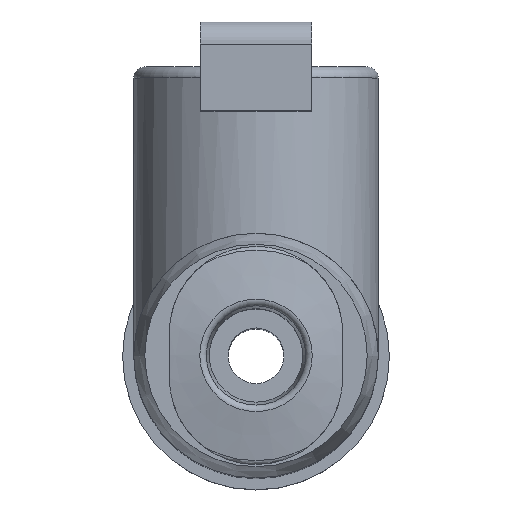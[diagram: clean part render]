
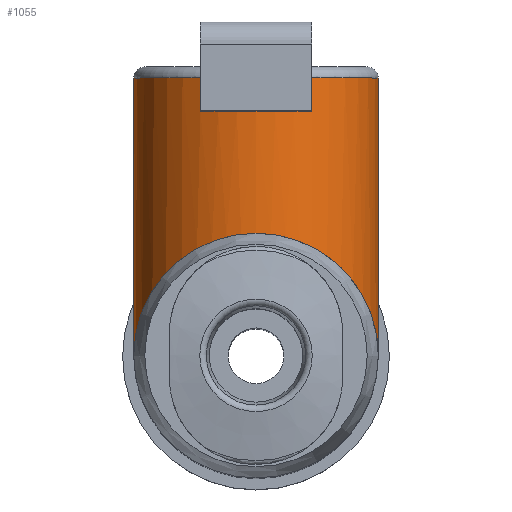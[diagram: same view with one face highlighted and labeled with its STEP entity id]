
A CAD part, top view. The second image highlights one B-rep face of the part: STEP entity #1055.
In plain terms, the highlighted cylindrical face has radius 5.5 mm (diameter 11 mm), a full revolution.
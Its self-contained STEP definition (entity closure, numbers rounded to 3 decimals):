
#33=ELLIPSE('',#1117,7.778,5.5);
#34=ELLIPSE('',#1118,7.778,5.5);
#35=CYLINDRICAL_SURFACE('',#1115,5.5);
#82=CIRCLE('',#1113,5.5);
#84=CIRCLE('',#1116,5.5);
#140=ORIENTED_EDGE('',*,*,#316,.T.);
#141=ORIENTED_EDGE('',*,*,#332,.F.);
#142=ORIENTED_EDGE('',*,*,#321,.F.);
#143=ORIENTED_EDGE('',*,*,#330,.F.);
#144=ORIENTED_EDGE('',*,*,#333,.F.);
#145=ORIENTED_EDGE('',*,*,#334,.F.);
#316=EDGE_CURVE('',#415,#414,#483,.F.);
#321=EDGE_CURVE('',#419,#420,#486,.F.);
#330=EDGE_CURVE('',#415,#419,#82,.T.);
#332=EDGE_CURVE('',#420,#414,#84,.T.);
#333=EDGE_CURVE('',#426,#427,#33,.F.);
#334=EDGE_CURVE('',#427,#426,#34,.T.);
#414=VERTEX_POINT('',#1416);
#415=VERTEX_POINT('',#1418);
#419=VERTEX_POINT('',#1435);
#420=VERTEX_POINT('',#1437);
#426=VERTEX_POINT('',#1458);
#427=VERTEX_POINT('',#1459);
#483=LINE('',#1417,#517);
#486=LINE('',#1436,#520);
#517=VECTOR('',#1203,1000.);
#520=VECTOR('',#1208,1000.);
#550=EDGE_LOOP('',(#140,#141,#142,#143));
#551=EDGE_LOOP('',(#144,#145));
#620=FACE_BOUND('',#550,.T.);
#621=FACE_BOUND('',#551,.T.);
#1055=ADVANCED_FACE('',(#620,#621),#35,.T.);
#1113=AXIS2_PLACEMENT_3D('',#1453,#1224,#1225);
#1115=AXIS2_PLACEMENT_3D('',#1455,#1228,#1229);
#1116=AXIS2_PLACEMENT_3D('',#1456,#1230,#1231);
#1117=AXIS2_PLACEMENT_3D('',#1457,#1232,#1233);
#1118=AXIS2_PLACEMENT_3D('',#1460,#1234,#1235);
#1203=DIRECTION('',(0.,1.,0.));
#1208=DIRECTION('',(0.,1.,0.));
#1224=DIRECTION('',(0.,1.,0.));
#1225=DIRECTION('',(0.,0.,1.));
#1228=DIRECTION('',(0.,1.,0.));
#1229=DIRECTION('',(0.,0.,1.));
#1230=DIRECTION('',(0.,1.,0.));
#1231=DIRECTION('',(0.,0.,1.));
#1232=DIRECTION('',(0.,0.707,-0.707));
#1233=DIRECTION('',(0.,-0.707,-0.707));
#1234=DIRECTION('',(0.,-0.707,-0.707));
#1235=DIRECTION('',(0.,0.707,-0.707));
#1416=CARTESIAN_POINT('',(2.5,11.,4.899));
#1417=CARTESIAN_POINT('',(2.5,13.,4.899));
#1418=CARTESIAN_POINT('',(2.5,12.5,4.899));
#1435=CARTESIAN_POINT('',(-2.5,12.5,4.899));
#1436=CARTESIAN_POINT('',(-2.5,13.,4.899));
#1437=CARTESIAN_POINT('',(-2.5,11.,4.899));
#1453=CARTESIAN_POINT('',(0.,12.5,0.));
#1455=CARTESIAN_POINT('',(0.,13.,0.));
#1456=CARTESIAN_POINT('',(0.,11.,0.));
#1457=CARTESIAN_POINT('',(0.,0.,0.));
#1458=CARTESIAN_POINT('',(5.5,0.,0.));
#1459=CARTESIAN_POINT('',(-5.5,0.,0.));
#1460=CARTESIAN_POINT('',(0.,0.,0.));
